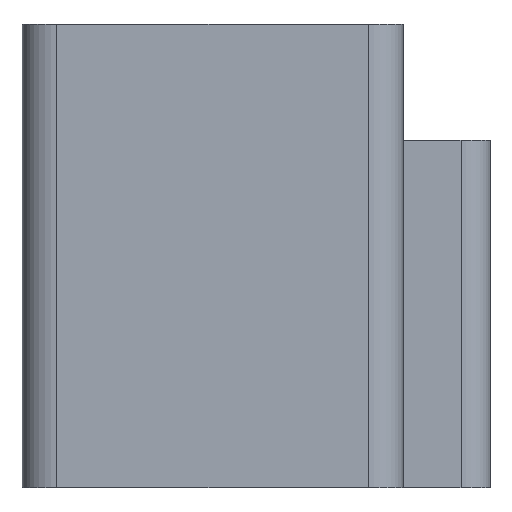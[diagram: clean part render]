
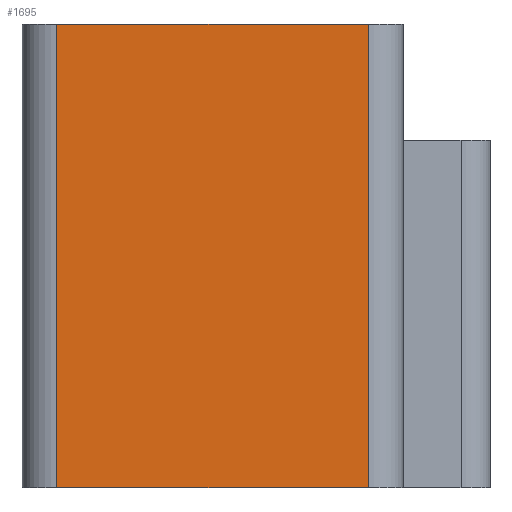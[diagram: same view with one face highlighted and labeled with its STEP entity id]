
A CAD part, left-side view. The second image highlights one B-rep face of the part: STEP entity #1695.
In plain terms, the highlighted planar face has unit normal (-1, 0, 0).
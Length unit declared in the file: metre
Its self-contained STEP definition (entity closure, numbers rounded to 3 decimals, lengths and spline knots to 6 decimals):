
#253=ORIENTED_EDGE('',*,*,#710,.F.);
#254=ORIENTED_EDGE('',*,*,#721,.T.);
#255=ORIENTED_EDGE('',*,*,#688,.T.);
#256=ORIENTED_EDGE('',*,*,#722,.T.);
#688=EDGE_CURVE('',#927,#926,#1082,.T.);
#710=EDGE_CURVE('',#938,#939,#1095,.T.);
#721=EDGE_CURVE('',#938,#927,#1099,.F.);
#722=EDGE_CURVE('',#926,#939,#1100,.T.);
#926=VERTEX_POINT('',#2625);
#927=VERTEX_POINT('',#2627);
#938=VERTEX_POINT('',#2663);
#939=VERTEX_POINT('',#2665);
#1082=LINE('',#2626,#1285);
#1095=LINE('',#2664,#1298);
#1099=LINE('',#2683,#1302);
#1100=LINE('',#2684,#1303);
#1285=VECTOR('',#2072,1.);
#1298=VECTOR('',#2111,1.);
#1302=VECTOR('',#2131,1.);
#1303=VECTOR('',#2132,1.);
#1408=EDGE_LOOP('',(#253,#254,#255,#256));
#1529=FACE_BOUND('',#1408,.T.);
#1628=PLANE('',#1824);
#1695=ADVANCED_FACE('',(#1529),#1628,.T.);
#1824=AXIS2_PLACEMENT_3D('',#2682,#2129,#2130);
#2072=DIRECTION('',(0.,1.,0.));
#2111=DIRECTION('',(0.,1.,0.));
#2129=DIRECTION('',(-1.,0.,0.));
#2130=DIRECTION('',(0.,0.,1.));
#2131=DIRECTION('',(0.,0.,-1.));
#2132=DIRECTION('',(0.,0.,-1.));
#2625=CARTESIAN_POINT('',(0.,0.0597,0.08));
#2626=CARTESIAN_POINT('',(0.,0.03285,0.08));
#2627=CARTESIAN_POINT('',(0.,0.006,0.08));
#2663=CARTESIAN_POINT('',(0.,0.006,0.));
#2664=CARTESIAN_POINT('',(0.,0.03285,0.));
#2665=CARTESIAN_POINT('',(0.,0.0597,0.));
#2682=CARTESIAN_POINT('',(0.,0.03285,0.08));
#2683=CARTESIAN_POINT('',(0.,0.006,0.08));
#2684=CARTESIAN_POINT('',(0.,0.0597,0.08));
